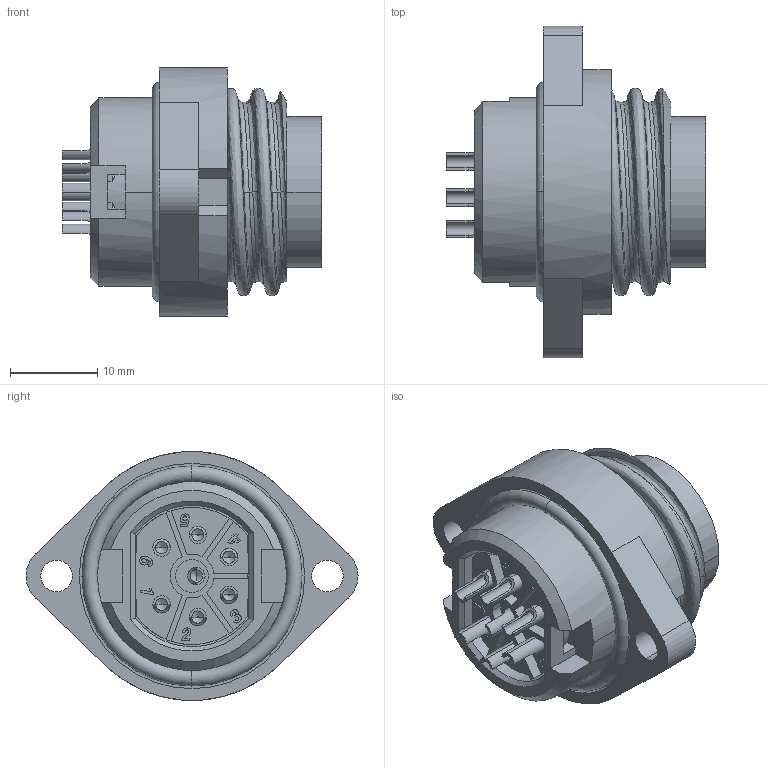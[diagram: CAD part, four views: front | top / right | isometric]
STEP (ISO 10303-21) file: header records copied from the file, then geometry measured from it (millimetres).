
FILE_DESCRIPTION((''),'2;1');
FILE_NAME('WA22J7Z1','2021-12-11T',('Administrator'),(''),'CREO PARAMETRIC BY PTC INC, 2016130','CREO PARAMETRIC BY PTC INC, 2016130','');
FILE_SCHEMA(('AUTOMOTIVE_DESIGN { 1 0 10303 214 1 1 1 1 }'));
Length unit declared in the file: millimetre
Products named in the file (1): WA22J7Z1
Bounding box: 29.7 x 38 x 28.5 mm (x, y, z)
Volume: 9227.6 mm3; surface area: 6117.4 mm2
Topology: 2 solids, 4 shells, 653 faces, 1758 edges, 1140 vertices
Faces by surface type: plane 413, cylinder 108, extrusion 79, cone 21, sphere 14, bspline 13, torus 5
Entity records: 23137 total; most frequent: CARTESIAN_POINT 7072, ORIENTED_EDGE 3488, DIRECTION 2959, EDGE_CURVE 1744, VECTOR 1307, LINE 1228, VERTEX_POINT 1140, AXIS2_PLACEMENT_3D 826
